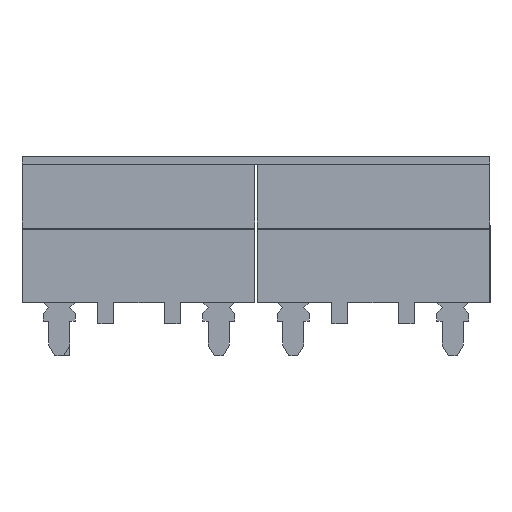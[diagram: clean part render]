
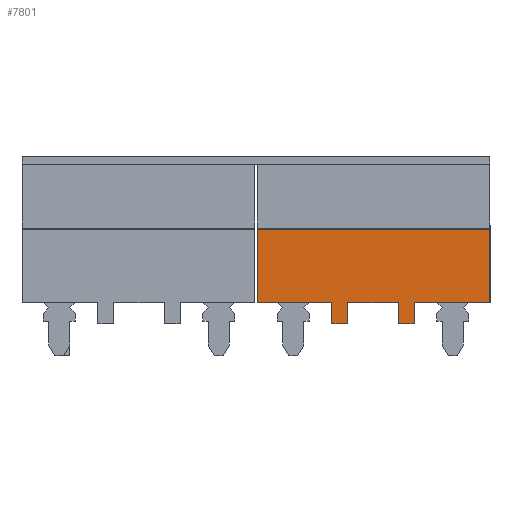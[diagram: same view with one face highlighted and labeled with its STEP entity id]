
A CAD part, left-side view. The second image highlights one B-rep face of the part: STEP entity #7801.
In plain terms, the highlighted planar face has unit normal (-1, 0, 0).
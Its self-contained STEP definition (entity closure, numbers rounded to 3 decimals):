
#258 = VECTOR ( 'NONE', #34820, 1000. ) ;
#726 = VECTOR ( 'NONE', #23403, 1000. ) ;
#828 = ORIENTED_EDGE ( 'NONE', *, *, #29981, .T. ) ;
#1280 = ORIENTED_EDGE ( 'NONE', *, *, #16775, .F. ) ;
#1752 = EDGE_CURVE ( 'NONE', #22764, #4141, #26974, .T. ) ;
#2060 = DIRECTION ( 'NONE',  ( 0., 1., 0. ) ) ;
#2339 = CARTESIAN_POINT ( 'NONE',  ( -222., 7.75, -30. ) ) ;
#2938 = CARTESIAN_POINT ( 'NONE',  ( -222., -7.75, -30. ) ) ;
#3278 = EDGE_CURVE ( 'NONE', #4056, #35561, #30123, .T. ) ;
#3488 = LINE ( 'NONE', #35343, #24992 ) ;
#3543 = LINE ( 'NONE', #5779, #33426 ) ;
#3557 = CARTESIAN_POINT ( 'NONE',  ( -222., 21.75, -12.2 ) ) ;
#3564 = CARTESIAN_POINT ( 'NONE',  ( -222., -7.75, -30. ) ) ;
#3579 = CARTESIAN_POINT ( 'NONE',  ( -222., 22., -26. ) ) ;
#3773 = CARTESIAN_POINT ( 'NONE',  ( -222., -22., -26. ) ) ;
#4056 = VERTEX_POINT ( 'NONE', #3564 ) ;
#4141 = VERTEX_POINT ( 'NONE', #20624 ) ;
#4393 = LINE ( 'NONE', #6488, #20222 ) ;
#4970 = EDGE_LOOP ( 'NONE', ( #15752, #28958, #12209, #33782, #10470, #24523, #16167, #1280, #20137, #30673, #15716, #828 ) ) ;
#5495 = EDGE_CURVE ( 'NONE', #32648, #22764, #15901, .T. ) ;
#5779 = CARTESIAN_POINT ( 'NONE',  ( -222., 4.75, -30. ) ) ;
#5988 = VERTEX_POINT ( 'NONE', #3557 ) ;
#6388 = AXIS2_PLACEMENT_3D ( 'NONE', #3579, #26050, #9233 ) ;
#6488 = CARTESIAN_POINT ( 'NONE',  ( -222., 21.75, -26. ) ) ;
#7032 = EDGE_CURVE ( 'NONE', #19975, #5988, #3488, .T. ) ;
#7801 = ADVANCED_FACE ( 'NONE', ( #11730 ), #23208, .F. ) ;
#8052 = EDGE_CURVE ( 'NONE', #24862, #11897, #11267, .T. ) ;
#8972 = VERTEX_POINT ( 'NONE', #9869 ) ;
#9233 = DIRECTION ( 'NONE',  ( 0., 0., -1. ) ) ;
#9431 = CARTESIAN_POINT ( 'NONE',  ( -222., -7.75, -26. ) ) ;
#9869 = CARTESIAN_POINT ( 'NONE',  ( -222., -22., -26. ) ) ;
#9964 = CARTESIAN_POINT ( 'NONE',  ( -222., 4.75, -26. ) ) ;
#10249 = VECTOR ( 'NONE', #30450, 1000. ) ;
#10470 = ORIENTED_EDGE ( 'NONE', *, *, #5495, .F. ) ;
#11048 = VECTOR ( 'NONE', #2060, 1000. ) ;
#11267 = LINE ( 'NONE', #35410, #25362 ) ;
#11730 = FACE_OUTER_BOUND ( 'NONE', #4970, .T. ) ;
#11778 = CARTESIAN_POINT ( 'NONE',  ( -222., 7.75, -30. ) ) ;
#11897 = VERTEX_POINT ( 'NONE', #9964 ) ;
#12134 = LINE ( 'NONE', #23002, #26229 ) ;
#12209 = ORIENTED_EDGE ( 'NONE', *, *, #18156, .F. ) ;
#12479 = VECTOR ( 'NONE', #22968, 1000. ) ;
#12978 = EDGE_CURVE ( 'NONE', #32648, #11897, #3543, .T. ) ;
#13385 = CARTESIAN_POINT ( 'NONE',  ( -222., -22., -12.2 ) ) ;
#14069 = CARTESIAN_POINT ( 'NONE',  ( -222., -4.75, -30. ) ) ;
#15536 = LINE ( 'NONE', #2938, #29638 ) ;
#15716 = ORIENTED_EDGE ( 'NONE', *, *, #28764, .F. ) ;
#15752 = ORIENTED_EDGE ( 'NONE', *, *, #7032, .T. ) ;
#15901 = LINE ( 'NONE', #35731, #11048 ) ;
#16123 = VERTEX_POINT ( 'NONE', #22553 ) ;
#16167 = ORIENTED_EDGE ( 'NONE', *, *, #8052, .F. ) ;
#16753 = VERTEX_POINT ( 'NONE', #19640 ) ;
#16775 = EDGE_CURVE ( 'NONE', #16753, #24862, #29810, .T. ) ;
#18156 = EDGE_CURVE ( 'NONE', #4141, #16123, #19993, .T. ) ;
#18673 = EDGE_CURVE ( 'NONE', #4056, #16753, #15536, .T. ) ;
#19640 = CARTESIAN_POINT ( 'NONE',  ( -222., -4.75, -30. ) ) ;
#19975 = VERTEX_POINT ( 'NONE', #13385 ) ;
#19993 = LINE ( 'NONE', #25668, #12479 ) ;
#20137 = ORIENTED_EDGE ( 'NONE', *, *, #18673, .F. ) ;
#20222 = VECTOR ( 'NONE', #26131, 1000. ) ;
#20624 = CARTESIAN_POINT ( 'NONE',  ( -222., 7.75, -26. ) ) ;
#20856 = CARTESIAN_POINT ( 'NONE',  ( -222., 4.75, -30. ) ) ;
#21436 = VECTOR ( 'NONE', #30949, 1000. ) ;
#22553 = CARTESIAN_POINT ( 'NONE',  ( -222., 21.75, -26. ) ) ;
#22764 = VERTEX_POINT ( 'NONE', #11778 ) ;
#22968 = DIRECTION ( 'NONE',  ( 0., 1., 0. ) ) ;
#23002 = CARTESIAN_POINT ( 'NONE',  ( -222., 22., -26. ) ) ;
#23208 = PLANE ( 'NONE',  #6388 ) ;
#23403 = DIRECTION ( 'NONE',  ( 0., 0., 1. ) ) ;
#24523 = ORIENTED_EDGE ( 'NONE', *, *, #12978, .T. ) ;
#24862 = VERTEX_POINT ( 'NONE', #27865 ) ;
#24992 = VECTOR ( 'NONE', #26962, 1000. ) ;
#25362 = VECTOR ( 'NONE', #27033, 1000. ) ;
#25382 = DIRECTION ( 'NONE',  ( 0., 1., 0. ) ) ;
#25424 = DIRECTION ( 'NONE',  ( 0., 0., 1. ) ) ;
#25668 = CARTESIAN_POINT ( 'NONE',  ( -222., 22., -26. ) ) ;
#26050 = DIRECTION ( 'NONE',  ( 1., 0., 0. ) ) ;
#26131 = DIRECTION ( 'NONE',  ( 0., 0., 1. ) ) ;
#26229 = VECTOR ( 'NONE', #34331, 1000. ) ;
#26962 = DIRECTION ( 'NONE',  ( 0., 1., 0. ) ) ;
#26974 = LINE ( 'NONE', #2339, #10249 ) ;
#27033 = DIRECTION ( 'NONE',  ( 0., 1., 0. ) ) ;
#27865 = CARTESIAN_POINT ( 'NONE',  ( -222., -4.75, -26. ) ) ;
#28764 = EDGE_CURVE ( 'NONE', #8972, #35561, #12134, .T. ) ;
#28958 = ORIENTED_EDGE ( 'NONE', *, *, #32566, .F. ) ;
#29638 = VECTOR ( 'NONE', #25382, 1000. ) ;
#29810 = LINE ( 'NONE', #14069, #21436 ) ;
#29981 = EDGE_CURVE ( 'NONE', #8972, #19975, #36317, .T. ) ;
#30123 = LINE ( 'NONE', #34701, #258 ) ;
#30450 = DIRECTION ( 'NONE',  ( 0., 0., 1. ) ) ;
#30673 = ORIENTED_EDGE ( 'NONE', *, *, #3278, .T. ) ;
#30949 = DIRECTION ( 'NONE',  ( 0., 0., 1. ) ) ;
#32566 = EDGE_CURVE ( 'NONE', #16123, #5988, #4393, .T. ) ;
#32648 = VERTEX_POINT ( 'NONE', #20856 ) ;
#33426 = VECTOR ( 'NONE', #25424, 1000. ) ;
#33782 = ORIENTED_EDGE ( 'NONE', *, *, #1752, .F. ) ;
#34331 = DIRECTION ( 'NONE',  ( 0., 1., 0. ) ) ;
#34701 = CARTESIAN_POINT ( 'NONE',  ( -222., -7.75, -30. ) ) ;
#34820 = DIRECTION ( 'NONE',  ( 0., 0., 1. ) ) ;
#35343 = CARTESIAN_POINT ( 'NONE',  ( -222., 22., -12.2 ) ) ;
#35410 = CARTESIAN_POINT ( 'NONE',  ( -222., 22., -26. ) ) ;
#35561 = VERTEX_POINT ( 'NONE', #9431 ) ;
#35731 = CARTESIAN_POINT ( 'NONE',  ( -222., 7.75, -30. ) ) ;
#36317 = LINE ( 'NONE', #3773, #726 ) ;
